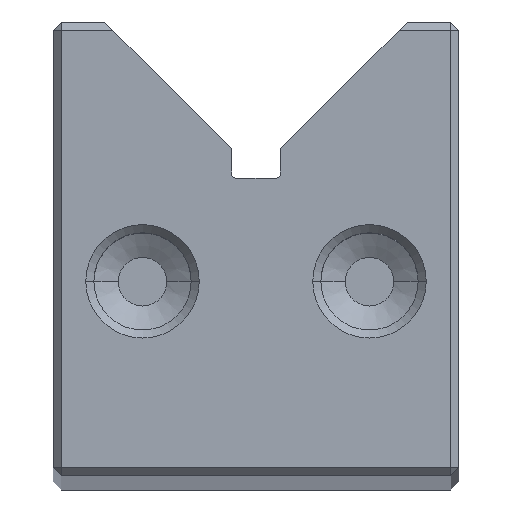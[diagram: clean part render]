
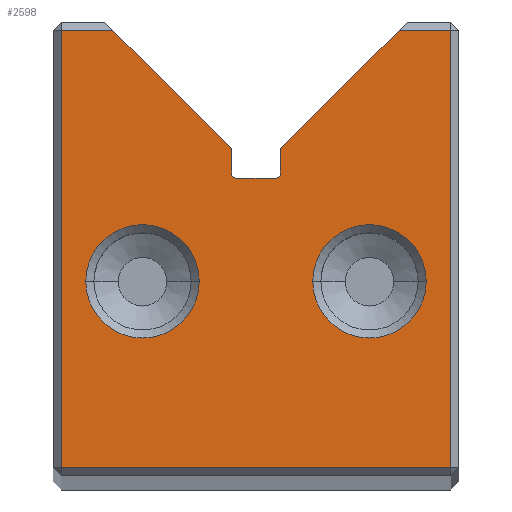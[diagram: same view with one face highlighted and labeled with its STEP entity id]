
A CAD part, top view. The second image highlights one B-rep face of the part: STEP entity #2598.
In plain terms, the highlighted planar face has unit normal (0, 0, 1).
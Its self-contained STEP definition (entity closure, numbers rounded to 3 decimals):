
#2598=ADVANCED_FACE('',(#3505,#3506,#3507),#2957,.F.);
#2957=PLANE('',#9213);
#3207=CIRCLE('',#9115,3.5);
#3209=CIRCLE('',#9118,3.5);
#3258=CIRCLE('',#9203,0.25);
#3259=CIRCLE('',#9206,0.25);
#3260=CIRCLE('',#9211,3.5);
#3261=CIRCLE('',#9212,3.5);
#3505=FACE_BOUND('',#3620,.T.);
#3506=FACE_BOUND('',#3621,.T.);
#3507=FACE_BOUND('',#3622,.T.);
#3620=EDGE_LOOP('',(#4445,#4446));
#3621=EDGE_LOOP('',(#4447,#4448));
#3622=EDGE_LOOP('',(#4449,#4450,#4451,#4452,#4453,#4454,#4455,#4456,#4457,
#4458,#4459,#4460));
#4445=ORIENTED_EDGE('',*,*,#6901,.T.);
#4446=ORIENTED_EDGE('',*,*,#7042,.T.);
#4447=ORIENTED_EDGE('',*,*,#6897,.T.);
#4448=ORIENTED_EDGE('',*,*,#7043,.T.);
#4449=ORIENTED_EDGE('',*,*,#7044,.T.);
#4450=ORIENTED_EDGE('',*,*,#7045,.T.);
#4451=ORIENTED_EDGE('',*,*,#7037,.T.);
#4452=ORIENTED_EDGE('',*,*,#7033,.T.);
#4453=ORIENTED_EDGE('',*,*,#7031,.T.);
#4454=ORIENTED_EDGE('',*,*,#7029,.T.);
#4455=ORIENTED_EDGE('',*,*,#7027,.T.);
#4456=ORIENTED_EDGE('',*,*,#7025,.T.);
#4457=ORIENTED_EDGE('',*,*,#7023,.T.);
#4458=ORIENTED_EDGE('',*,*,#7046,.T.);
#4459=ORIENTED_EDGE('',*,*,#7047,.T.);
#4460=ORIENTED_EDGE('',*,*,#7048,.T.);
#6245=VERTEX_POINT('',#11795);
#6246=VERTEX_POINT('',#11797);
#6249=VERTEX_POINT('',#11804);
#6250=VERTEX_POINT('',#11806);
#6333=VERTEX_POINT('',#12044);
#6334=VERTEX_POINT('',#12046);
#6335=VERTEX_POINT('',#12050);
#6336=VERTEX_POINT('',#12054);
#6337=VERTEX_POINT('',#12058);
#6338=VERTEX_POINT('',#12062);
#6339=VERTEX_POINT('',#12066);
#6342=VERTEX_POINT('',#12074);
#6345=VERTEX_POINT('',#12086);
#6346=VERTEX_POINT('',#12087);
#6347=VERTEX_POINT('',#12090);
#6348=VERTEX_POINT('',#12092);
#6897=EDGE_CURVE('',#6246,#6245,#3207,.T.);
#6901=EDGE_CURVE('',#6250,#6249,#3209,.T.);
#7023=EDGE_CURVE('',#6334,#6333,#7879,.T.);
#7025=EDGE_CURVE('',#6335,#6334,#7881,.T.);
#7027=EDGE_CURVE('',#6336,#6335,#3258,.T.);
#7029=EDGE_CURVE('',#6337,#6336,#7884,.T.);
#7031=EDGE_CURVE('',#6338,#6337,#3259,.T.);
#7033=EDGE_CURVE('',#6339,#6338,#7887,.T.);
#7037=EDGE_CURVE('',#6342,#6339,#7891,.T.);
#7042=EDGE_CURVE('',#6249,#6250,#3260,.T.);
#7043=EDGE_CURVE('',#6245,#6246,#3261,.T.);
#7044=EDGE_CURVE('',#6345,#6346,#7896,.T.);
#7045=EDGE_CURVE('',#6346,#6342,#7897,.T.);
#7046=EDGE_CURVE('',#6333,#6347,#7898,.T.);
#7047=EDGE_CURVE('',#6347,#6348,#7899,.T.);
#7048=EDGE_CURVE('',#6348,#6345,#7900,.T.);
#7879=LINE('',#12045,#8605);
#7881=LINE('',#12049,#8607);
#7884=LINE('',#12057,#8610);
#7887=LINE('',#12065,#8613);
#7891=LINE('',#12073,#8617);
#7896=LINE('',#12085,#8622);
#7897=LINE('',#12088,#8623);
#7898=LINE('',#12089,#8624);
#7899=LINE('',#12091,#8625);
#7900=LINE('',#12093,#8626);
#8605=VECTOR('',#9962,1.);
#8607=VECTOR('',#9966,1.);
#8610=VECTOR('',#9975,1.);
#8613=VECTOR('',#9984,1.);
#8617=VECTOR('',#9990,1.);
#8622=VECTOR('',#10003,1.);
#8623=VECTOR('',#10004,1.);
#8624=VECTOR('',#10005,1.);
#8625=VECTOR('',#10006,1.);
#8626=VECTOR('',#10007,1.);
#9115=AXIS2_PLACEMENT_3D('',#11796,#9715,#9716);
#9118=AXIS2_PLACEMENT_3D('',#11805,#9723,#9724);
#9203=AXIS2_PLACEMENT_3D('',#12053,#9970,#9971);
#9206=AXIS2_PLACEMENT_3D('',#12061,#9979,#9980);
#9211=AXIS2_PLACEMENT_3D('',#12083,#9999,#10000);
#9212=AXIS2_PLACEMENT_3D('',#12084,#10001,#10002);
#9213=AXIS2_PLACEMENT_3D('',#12094,#10008,#10009);
#9715=DIRECTION('',(0.,0.,-1.));
#9716=DIRECTION('',(-1.,0.,0.));
#9723=DIRECTION('',(0.,0.,-1.));
#9724=DIRECTION('',(-1.,0.,0.));
#9962=DIRECTION('',(-0.707,0.707,0.));
#9966=DIRECTION('',(0.,1.,0.));
#9970=DIRECTION('',(0.,0.,-1.));
#9971=DIRECTION('',(1.,0.,0.));
#9975=DIRECTION('',(-1.,0.,0.));
#9979=DIRECTION('',(0.,0.,-1.));
#9980=DIRECTION('',(-1.,0.,0.));
#9984=DIRECTION('',(0.,-1.,0.));
#9990=DIRECTION('',(-0.707,-0.707,0.));
#9999=DIRECTION('',(0.,0.,-1.));
#10000=DIRECTION('',(-1.,0.,0.));
#10001=DIRECTION('',(0.,0.,-1.));
#10002=DIRECTION('',(-1.,0.,0.));
#10003=DIRECTION('',(0.,1.,0.));
#10004=DIRECTION('',(-1.,0.,0.));
#10005=DIRECTION('',(-1.,0.,0.));
#10006=DIRECTION('',(0.,-1.,0.));
#10007=DIRECTION('',(1.,0.,0.));
#10008=DIRECTION('',(0.,0.,-1.));
#10009=DIRECTION('',(-1.,0.,0.));
#11795=CARTESIAN_POINT('',(-10.5,12.,0.));
#11796=CARTESIAN_POINT('',(-7.,12.,0.));
#11797=CARTESIAN_POINT('',(-3.5,12.,0.));
#11804=CARTESIAN_POINT('',(3.5,12.,0.));
#11805=CARTESIAN_POINT('',(7.,12.,0.));
#11806=CARTESIAN_POINT('',(10.5,12.,0.));
#12044=CARTESIAN_POINT('',(-8.828,27.5,0.));
#12045=CARTESIAN_POINT('',(-9.328,28.,0.));
#12046=CARTESIAN_POINT('',(-1.5,20.172,0.));
#12049=CARTESIAN_POINT('',(-1.5,20.172,0.));
#12050=CARTESIAN_POINT('',(-1.5,18.622,0.));
#12053=CARTESIAN_POINT('',(-1.25,18.622,0.));
#12054=CARTESIAN_POINT('',(-1.25,18.372,0.));
#12057=CARTESIAN_POINT('',(1.25,18.372,0.));
#12058=CARTESIAN_POINT('',(1.25,18.372,0.));
#12061=CARTESIAN_POINT('',(1.25,18.622,0.));
#12062=CARTESIAN_POINT('',(1.5,18.622,0.));
#12065=CARTESIAN_POINT('',(1.5,20.172,0.));
#12066=CARTESIAN_POINT('',(1.5,20.172,0.));
#12073=CARTESIAN_POINT('',(9.328,28.,0.));
#12074=CARTESIAN_POINT('',(8.828,27.5,0.));
#12083=CARTESIAN_POINT('',(7.,12.,0.));
#12084=CARTESIAN_POINT('',(-7.,12.,0.));
#12085=CARTESIAN_POINT('',(12.,28.,0.));
#12086=CARTESIAN_POINT('',(12.,0.5,0.));
#12087=CARTESIAN_POINT('',(12.,27.5,0.));
#12088=CARTESIAN_POINT('',(9.328,27.5,0.));
#12089=CARTESIAN_POINT('',(-12.5,27.5,0.));
#12090=CARTESIAN_POINT('',(-12.,27.5,0.));
#12091=CARTESIAN_POINT('',(-12.,0.,0.));
#12092=CARTESIAN_POINT('',(-12.,0.5,0.));
#12093=CARTESIAN_POINT('',(12.5,0.5,0.));
#12094=CARTESIAN_POINT('',(1.25,18.622,0.));
